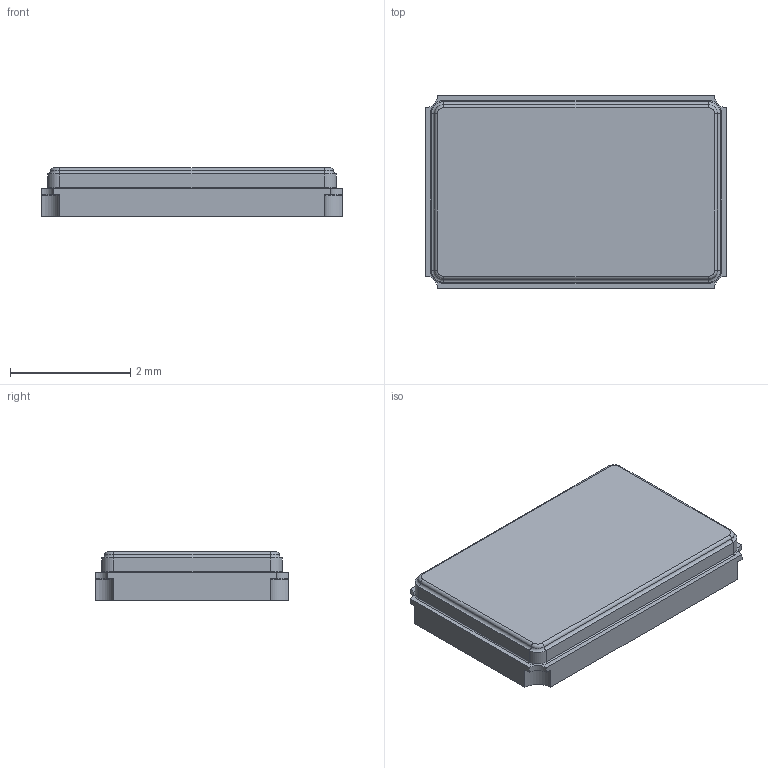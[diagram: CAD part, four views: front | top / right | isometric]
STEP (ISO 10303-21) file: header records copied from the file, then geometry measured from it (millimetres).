
FILE_DESCRIPTION (( 'STEP AP214' ), '1' );
FILE_NAME ('CRYSTAL-SMD_4P-L5.0-W3.2-BL.STEP', '2022-04-12T03:55:55', ( 'Sky123.Org' ), ( 'Sky123.Org' ), 'SwSTEP 2.0', 'SolidWorks 2017', '' );
FILE_SCHEMA (( 'AUTOMOTIVE_DESIGN' ));
Length unit declared in the file: millimetre
Products named in the file (1): CRYSTAL-SMD_4P-L5.0-W3.2-BL
Bounding box: 5 x 3.2 x 0.8 mm (x, y, z)
Volume: 12 mm3; surface area: 43.7 mm2
Topology: 1 solids, 1 shells, 147 faces, 387 edges, 250 vertices
Faces by surface type: plane 93, cylinder 28, bspline 14, torus 12
Entity records: 6201 total; most frequent: CARTESIAN_POINT 1583, ORIENTED_EDGE 774, DIRECTION 695, EDGE_CURVE 387, LINE 291, VECTOR 291, VERTEX_POINT 250, AXIS2_PLACEMENT_3D 202
